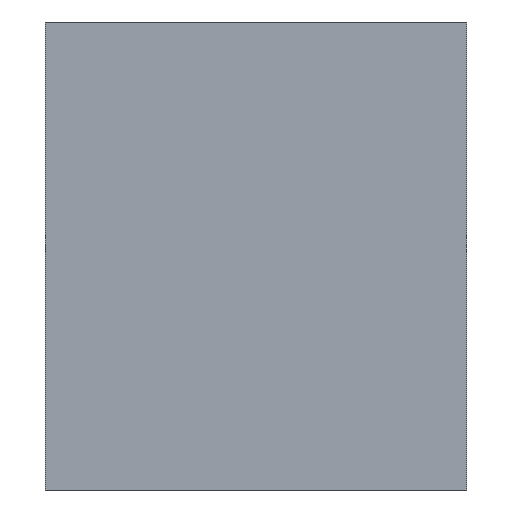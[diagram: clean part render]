
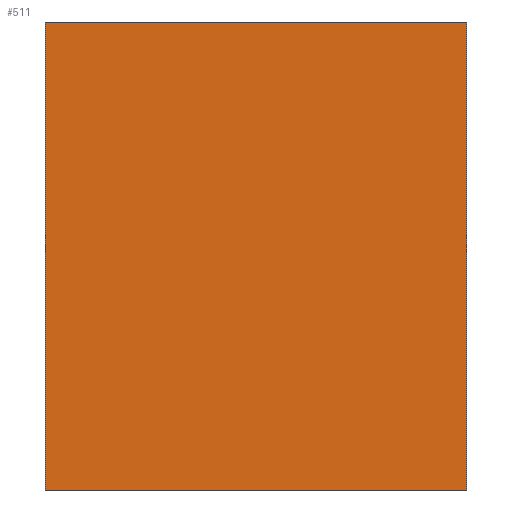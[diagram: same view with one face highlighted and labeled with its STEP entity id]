
A CAD part, left-side view. The second image highlights one B-rep face of the part: STEP entity #511.
In plain terms, the highlighted planar face has unit normal (-1, 0, 0).
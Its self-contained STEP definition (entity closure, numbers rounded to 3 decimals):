
#40=FACE_OUTER_BOUND('',#66,.T.);
#66=EDGE_LOOP('',(#416,#417,#418,#419));
#106=LINE('',#771,#172);
#125=LINE('',#811,#191);
#126=LINE('',#814,#192);
#127=LINE('',#815,#193);
#172=VECTOR('',#628,10.);
#191=VECTOR('',#663,10.);
#192=VECTOR('',#666,10.);
#193=VECTOR('',#667,10.);
#233=VERTEX_POINT('',#768);
#234=VERTEX_POINT('',#770);
#246=VERTEX_POINT('',#806);
#248=VERTEX_POINT('',#813);
#290=EDGE_CURVE('',#233,#234,#106,.T.);
#311=EDGE_CURVE('',#246,#234,#125,.T.);
#312=EDGE_CURVE('',#248,#246,#126,.T.);
#313=EDGE_CURVE('',#248,#233,#127,.T.);
#416=ORIENTED_EDGE('',*,*,#312,.T.);
#417=ORIENTED_EDGE('',*,*,#311,.T.);
#418=ORIENTED_EDGE('',*,*,#290,.F.);
#419=ORIENTED_EDGE('',*,*,#313,.F.);
#486=PLANE('',#556);
#511=ADVANCED_FACE('',(#40),#486,.T.);
#556=AXIS2_PLACEMENT_3D('',#812,#664,#665);
#628=DIRECTION('',(0.,0.,-1.));
#663=DIRECTION('',(0.,-1.,0.));
#664=DIRECTION('center_axis',(-1.,0.,0.));
#665=DIRECTION('ref_axis',(0.,0.,-1.));
#666=DIRECTION('',(0.,0.,-1.));
#667=DIRECTION('',(0.,-1.,0.));
#768=CARTESIAN_POINT('',(0.,-9.,10.));
#770=CARTESIAN_POINT('',(0.,-9.,0.));
#771=CARTESIAN_POINT('',(0.,-9.,10.));
#806=CARTESIAN_POINT('',(0.,0.,0.));
#811=CARTESIAN_POINT('',(0.,0.,0.));
#812=CARTESIAN_POINT('Origin',(0.,0.,10.));
#813=CARTESIAN_POINT('',(0.,0.,10.));
#814=CARTESIAN_POINT('',(0.,0.,10.));
#815=CARTESIAN_POINT('',(0.,0.,10.));
